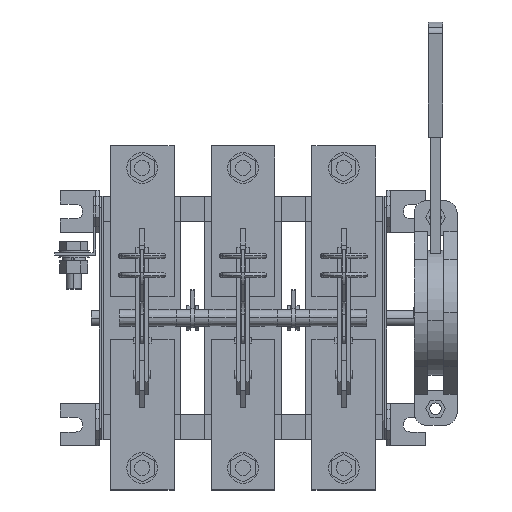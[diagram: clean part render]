
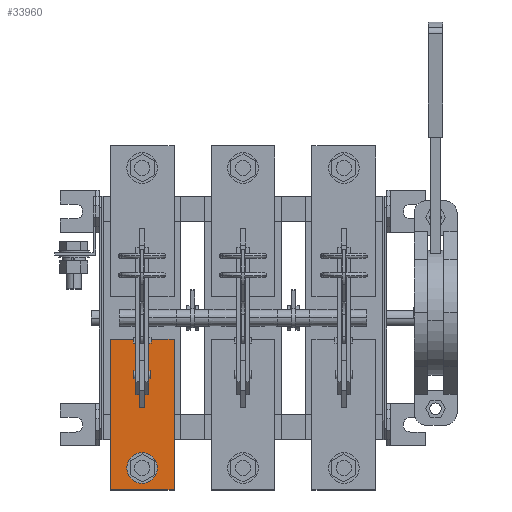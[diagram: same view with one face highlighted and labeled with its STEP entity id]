
A CAD part, top view. The second image highlights one B-rep face of the part: STEP entity #33960.
In plain terms, the highlighted planar face has unit normal (0, 0, 1).
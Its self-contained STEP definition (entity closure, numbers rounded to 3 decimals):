
#223 = DIRECTION ( 'NONE',  ( -1., 0., 0. ) ) ;
#380 = EDGE_CURVE ( 'NONE', #18793, #21929, #10748, .T. ) ;
#466 = CARTESIAN_POINT ( 'NONE',  ( -77., -70., 27.25 ) ) ;
#1505 = AXIS2_PLACEMENT_3D ( 'NONE', #30740, #13424, #33621 ) ;
#2366 = AXIS2_PLACEMENT_3D ( 'NONE', #35432, #18311, #223 ) ;
#2526 = FACE_OUTER_BOUND ( 'NONE', #21789, .T. ) ;
#3253 = CARTESIAN_POINT ( 'NONE',  ( -104., -16.75, 27.25 ) ) ;
#3491 = EDGE_CURVE ( 'NONE', #9896, #22829, #22121, .T. ) ;
#4133 = DIRECTION ( 'NONE',  ( 0., 0., 1. ) ) ;
#4405 = CARTESIAN_POINT ( 'NONE',  ( -54., -134.75, 27.25 ) ) ;
#4622 = EDGE_CURVE ( 'NONE', #15703, #28449, #36563, .T. ) ;
#5016 = DIRECTION ( 'NONE',  ( 0., -1., 0. ) ) ;
#5413 = EDGE_LOOP ( 'NONE', ( #20334, #20622, #20745, #21056 ) ) ;
#7071 = PLANE ( 'NONE',  #10255 ) ;
#8040 = CARTESIAN_POINT ( 'NONE',  ( -104., -16.75, 27.25 ) ) ;
#8305 = DIRECTION ( 'NONE',  ( 0., -1., 0. ) ) ;
#9896 = VERTEX_POINT ( 'NONE', #31275 ) ;
#10255 = AXIS2_PLACEMENT_3D ( 'NONE', #33401, #4133, #24939 ) ;
#10748 = LINE ( 'NONE', #8040, #18666 ) ;
#10807 = VECTOR ( 'NONE', #5016, 1000. ) ;
#11632 = DIRECTION ( 'NONE',  ( -1., 0., 0. ) ) ;
#11805 = EDGE_CURVE ( 'NONE', #15703, #9896, #18721, .T. ) ;
#12034 = LINE ( 'NONE', #34834, #34217 ) ;
#13018 = EDGE_CURVE ( 'NONE', #32681, #31036, #23191, .T. ) ;
#13146 = CARTESIAN_POINT ( 'NONE',  ( -86., -117.5, 27.25 ) ) ;
#13424 = DIRECTION ( 'NONE',  ( 0., 0., 1. ) ) ;
#15174 = VERTEX_POINT ( 'NONE', #19936 ) ;
#15525 = CARTESIAN_POINT ( 'NONE',  ( -77., -20., 27.25 ) ) ;
#15703 = VERTEX_POINT ( 'NONE', #29028 ) ;
#16047 = VECTOR ( 'NONE', #23103, 1000. ) ;
#17068 = DIRECTION ( 'NONE',  ( 1., 0., 0. ) ) ;
#18311 = DIRECTION ( 'NONE',  ( 0., 0., 1. ) ) ;
#18666 = VECTOR ( 'NONE', #8305, 1000. ) ;
#18721 = LINE ( 'NONE', #22932, #10807 ) ;
#18793 = VERTEX_POINT ( 'NONE', #34372 ) ;
#19171 = CARTESIAN_POINT ( 'NONE',  ( -81., -70., 27.25 ) ) ;
#19331 = ORIENTED_EDGE ( 'NONE', *, *, #21688, .F. ) ;
#19368 = ORIENTED_EDGE ( 'NONE', *, *, #13018, .F. ) ;
#19483 = FACE_BOUND ( 'NONE', #31664, .T. ) ;
#19936 = CARTESIAN_POINT ( 'NONE',  ( -54., -16.75, 27.25 ) ) ;
#20160 = CARTESIAN_POINT ( 'NONE',  ( -54., -16.75, 27.25 ) ) ;
#20334 = ORIENTED_EDGE ( 'NONE', *, *, #11805, .T. ) ;
#20377 = CARTESIAN_POINT ( 'NONE',  ( -81., -20., 27.25 ) ) ;
#20622 = ORIENTED_EDGE ( 'NONE', *, *, #3491, .T. ) ;
#20745 = ORIENTED_EDGE ( 'NONE', *, *, #31641, .F. ) ;
#21056 = ORIENTED_EDGE ( 'NONE', *, *, #4622, .F. ) ;
#21107 = ORIENTED_EDGE ( 'NONE', *, *, #380, .T. ) ;
#21490 = VECTOR ( 'NONE', #11632, 1000. ) ;
#21688 = EDGE_CURVE ( 'NONE', #31036, #32681, #30822, .T. ) ;
#21789 = EDGE_LOOP ( 'NONE', ( #21107, #21914, #22321, #22355 ) ) ;
#21914 = ORIENTED_EDGE ( 'NONE', *, *, #25450, .T. ) ;
#21929 = VERTEX_POINT ( 'NONE', #37295 ) ;
#22121 = LINE ( 'NONE', #466, #36283 ) ;
#22161 = VECTOR ( 'NONE', #17068, 1000. ) ;
#22321 = ORIENTED_EDGE ( 'NONE', *, *, #37596, .T. ) ;
#22355 = ORIENTED_EDGE ( 'NONE', *, *, #25007, .T. ) ;
#22829 = VERTEX_POINT ( 'NONE', #19171 ) ;
#22932 = CARTESIAN_POINT ( 'NONE',  ( -77., 0., 27.25 ) ) ;
#23103 = DIRECTION ( 'NONE',  ( 0., 1., 0. ) ) ;
#23191 = CIRCLE ( 'NONE', #2366, 7. ) ;
#23879 = LINE ( 'NONE', #20160, #16047 ) ;
#24169 = DIRECTION ( 'NONE',  ( -1., 0., 0. ) ) ;
#24939 = DIRECTION ( 'NONE',  ( 1., 0., 0. ) ) ;
#25007 = EDGE_CURVE ( 'NONE', #15174, #18793, #34628, .T. ) ;
#25334 = FACE_BOUND ( 'NONE', #5413, .T. ) ;
#25450 = EDGE_CURVE ( 'NONE', #21929, #30881, #29707, .T. ) ;
#26149 = VECTOR ( 'NONE', #24169, 1000. ) ;
#28449 = VERTEX_POINT ( 'NONE', #20377 ) ;
#28565 = CARTESIAN_POINT ( 'NONE',  ( -104., -134.75, 27.25 ) ) ;
#29028 = CARTESIAN_POINT ( 'NONE',  ( -77., -20., 27.25 ) ) ;
#29170 = CARTESIAN_POINT ( 'NONE',  ( -72., -117.5, 27.25 ) ) ;
#29707 = LINE ( 'NONE', #28565, #22161 ) ;
#30740 = CARTESIAN_POINT ( 'NONE',  ( -79., -117.5, 27.25 ) ) ;
#30822 = CIRCLE ( 'NONE', #1505, 7. ) ;
#30881 = VERTEX_POINT ( 'NONE', #4405 ) ;
#31036 = VERTEX_POINT ( 'NONE', #29170 ) ;
#31275 = CARTESIAN_POINT ( 'NONE',  ( -77., -70., 27.25 ) ) ;
#31641 = EDGE_CURVE ( 'NONE', #28449, #22829, #12034, .T. ) ;
#31664 = EDGE_LOOP ( 'NONE', ( #19331, #19368 ) ) ;
#31984 = DIRECTION ( 'NONE',  ( 0., -1., 0. ) ) ;
#32681 = VERTEX_POINT ( 'NONE', #13146 ) ;
#33401 = CARTESIAN_POINT ( 'NONE',  ( -79., 0., 27.25 ) ) ;
#33621 = DIRECTION ( 'NONE',  ( -1., 0., 0. ) ) ;
#33960 = ADVANCED_FACE ( 'NONE', ( #19483, #25334, #2526 ), #7071, .T. ) ;
#34217 = VECTOR ( 'NONE', #31984, 1000. ) ;
#34372 = CARTESIAN_POINT ( 'NONE',  ( -104., -16.75, 27.25 ) ) ;
#34628 = LINE ( 'NONE', #3253, #26149 ) ;
#34834 = CARTESIAN_POINT ( 'NONE',  ( -81., 0., 27.25 ) ) ;
#35163 = DIRECTION ( 'NONE',  ( -1., 0., 0. ) ) ;
#35432 = CARTESIAN_POINT ( 'NONE',  ( -79., -117.5, 27.25 ) ) ;
#36283 = VECTOR ( 'NONE', #35163, 1000. ) ;
#36563 = LINE ( 'NONE', #15525, #21490 ) ;
#37295 = CARTESIAN_POINT ( 'NONE',  ( -104., -134.75, 27.25 ) ) ;
#37596 = EDGE_CURVE ( 'NONE', #30881, #15174, #23879, .T. ) ;
